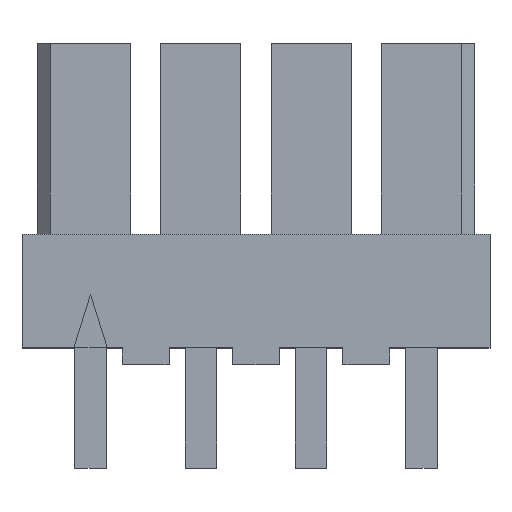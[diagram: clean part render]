
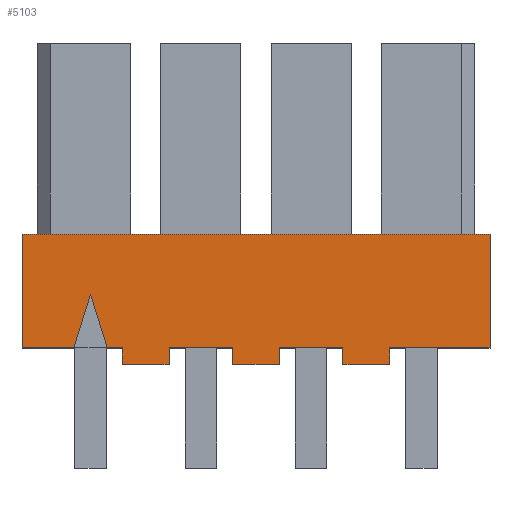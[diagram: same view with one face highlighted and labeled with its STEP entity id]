
A CAD part, top view. The second image highlights one B-rep face of the part: STEP entity #5103.
In plain terms, the highlighted planar face has unit normal (0, 0, 1).
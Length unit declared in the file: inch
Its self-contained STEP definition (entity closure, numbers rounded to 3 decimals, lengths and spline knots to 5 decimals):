
#795=ORIENTED_EDGE('',*,*,#1875,.F.);
#796=ORIENTED_EDGE('',*,*,#1876,.F.);
#797=ORIENTED_EDGE('',*,*,#1877,.F.);
#798=ORIENTED_EDGE('',*,*,#1878,.F.);
#799=ORIENTED_EDGE('',*,*,#1879,.F.);
#800=ORIENTED_EDGE('',*,*,#1791,.T.);
#801=ORIENTED_EDGE('',*,*,#1880,.F.);
#802=ORIENTED_EDGE('',*,*,#1881,.F.);
#803=ORIENTED_EDGE('',*,*,#1882,.F.);
#804=ORIENTED_EDGE('',*,*,#1793,.T.);
#805=ORIENTED_EDGE('',*,*,#1883,.F.);
#806=ORIENTED_EDGE('',*,*,#1884,.F.);
#807=ORIENTED_EDGE('',*,*,#1885,.F.);
#808=ORIENTED_EDGE('',*,*,#1797,.T.);
#809=ORIENTED_EDGE('',*,*,#1886,.F.);
#810=ORIENTED_EDGE('',*,*,#1887,.F.);
#811=ORIENTED_EDGE('',*,*,#1888,.F.);
#812=ORIENTED_EDGE('',*,*,#1889,.F.);
#813=ORIENTED_EDGE('',*,*,#1890,.T.);
#1791=EDGE_CURVE('',#2387,#2386,#2960,.T.);
#1793=EDGE_CURVE('',#2388,#2389,#2962,.T.);
#1797=EDGE_CURVE('',#2392,#2393,#2966,.T.);
#1875=EDGE_CURVE('',#2460,#2461,#3044,.T.);
#1876=EDGE_CURVE('',#2462,#2460,#3045,.T.);
#1877=EDGE_CURVE('',#2463,#2462,#3046,.T.);
#1878=EDGE_CURVE('',#2464,#2463,#3047,.T.);
#1879=EDGE_CURVE('',#2387,#2464,#3048,.T.);
#1880=EDGE_CURVE('',#2465,#2386,#3049,.T.);
#1881=EDGE_CURVE('',#2466,#2465,#3050,.T.);
#1882=EDGE_CURVE('',#2388,#2466,#3051,.T.);
#1883=EDGE_CURVE('',#2467,#2389,#3052,.T.);
#1884=EDGE_CURVE('',#2468,#2467,#3053,.T.);
#1885=EDGE_CURVE('',#2392,#2468,#3054,.T.);
#1886=EDGE_CURVE('',#2469,#2393,#3055,.T.);
#1887=EDGE_CURVE('',#2470,#2469,#3056,.T.);
#1888=EDGE_CURVE('',#2471,#2470,#3057,.T.);
#1889=EDGE_CURVE('',#2472,#2471,#3058,.T.);
#1890=EDGE_CURVE('',#2472,#2461,#3059,.T.);
#2386=VERTEX_POINT('',#7486);
#2387=VERTEX_POINT('',#7488);
#2388=VERTEX_POINT('',#7492);
#2389=VERTEX_POINT('',#7493);
#2392=VERTEX_POINT('',#7501);
#2393=VERTEX_POINT('',#7502);
#2460=VERTEX_POINT('',#7662);
#2461=VERTEX_POINT('',#7663);
#2462=VERTEX_POINT('',#7665);
#2463=VERTEX_POINT('',#7667);
#2464=VERTEX_POINT('',#7669);
#2465=VERTEX_POINT('',#7672);
#2466=VERTEX_POINT('',#7674);
#2467=VERTEX_POINT('',#7677);
#2468=VERTEX_POINT('',#7679);
#2469=VERTEX_POINT('',#7682);
#2470=VERTEX_POINT('',#7684);
#2471=VERTEX_POINT('',#7686);
#2472=VERTEX_POINT('',#7688);
#2960=LINE('',#7487,#3671);
#2962=LINE('',#7491,#3673);
#2966=LINE('',#7500,#3677);
#3044=LINE('',#7661,#3755);
#3045=LINE('',#7664,#3756);
#3046=LINE('',#7666,#3757);
#3047=LINE('',#7668,#3758);
#3048=LINE('',#7670,#3759);
#3049=LINE('',#7671,#3760);
#3050=LINE('',#7673,#3761);
#3051=LINE('',#7675,#3762);
#3052=LINE('',#7676,#3763);
#3053=LINE('',#7678,#3764);
#3054=LINE('',#7680,#3765);
#3055=LINE('',#7681,#3766);
#3056=LINE('',#7683,#3767);
#3057=LINE('',#7685,#3768);
#3058=LINE('',#7687,#3769);
#3059=LINE('',#7689,#3770);
#3671=VECTOR('',#6131,39.37008);
#3673=VECTOR('',#6135,39.37008);
#3677=VECTOR('',#6141,39.37008);
#3755=VECTOR('',#6249,39.37008);
#3756=VECTOR('',#6250,39.37008);
#3757=VECTOR('',#6251,39.37008);
#3758=VECTOR('',#6252,39.37008);
#3759=VECTOR('',#6253,39.37008);
#3760=VECTOR('',#6254,39.37008);
#3761=VECTOR('',#6255,39.37008);
#3762=VECTOR('',#6256,39.37008);
#3763=VECTOR('',#6257,39.37008);
#3764=VECTOR('',#6258,39.37008);
#3765=VECTOR('',#6259,39.37008);
#3766=VECTOR('',#6260,39.37008);
#3767=VECTOR('',#6261,39.37008);
#3768=VECTOR('',#6262,39.37008);
#3769=VECTOR('',#6263,39.37008);
#3770=VECTOR('',#6264,39.37008);
#4216=EDGE_LOOP('',(#795,#796,#797,#798,#799,#800,#801,#802,#803,#804,#805,
#806,#807,#808,#809,#810,#811,#812,#813));
#4537=FACE_BOUND('',#4216,.T.);
#4830=PLANE('',#5403);
#5103=ADVANCED_FACE('',(#4537),#4830,.F.);
#5403=AXIS2_PLACEMENT_3D('',#7660,#6247,#6248);
#6131=DIRECTION('',(1.,0.,0.));
#6135=DIRECTION('',(1.,0.,0.));
#6141=DIRECTION('',(1.,0.,0.));
#6247=DIRECTION('',(0.,0.,-1.));
#6248=DIRECTION('',(-1.,0.,0.));
#6249=DIRECTION('',(-1.,0.,0.));
#6250=DIRECTION('',(-0.298,-0.954,0.));
#6251=DIRECTION('',(-0.298,0.954,0.));
#6252=DIRECTION('',(-1.,0.,0.));
#6253=DIRECTION('',(0.,1.,0.));
#6254=DIRECTION('',(0.,-1.,0.));
#6255=DIRECTION('',(-1.,0.,0.));
#6256=DIRECTION('',(0.,1.,0.));
#6257=DIRECTION('',(0.,-1.,0.));
#6258=DIRECTION('',(-1.,0.,0.));
#6259=DIRECTION('',(0.,1.,0.));
#6260=DIRECTION('',(0.,-1.,0.));
#6261=DIRECTION('',(-1.,0.,0.));
#6262=DIRECTION('',(0.,-1.,0.));
#6263=DIRECTION('',(1.,0.,0.));
#6264=DIRECTION('',(0.,-1.,0.));
#7486=CARTESIAN_POINT('',(-0.13,0.,0.189));
#7487=CARTESIAN_POINT('',(-0.35,0.,0.189));
#7488=CARTESIAN_POINT('',(-0.2,0.,0.189));
#7491=CARTESIAN_POINT('',(-0.35,0.,0.189));
#7492=CARTESIAN_POINT('',(-0.035,0.,0.189));
#7493=CARTESIAN_POINT('',(0.035,0.,0.189));
#7500=CARTESIAN_POINT('',(-0.35,0.,0.189));
#7501=CARTESIAN_POINT('',(0.13,0.,0.189));
#7502=CARTESIAN_POINT('',(0.2,0.,0.189));
#7660=CARTESIAN_POINT('',(-0.35,0.48,0.189));
#7661=CARTESIAN_POINT('',(-0.2,0.025,0.189));
#7662=CARTESIAN_POINT('',(-0.2725,0.025,0.189));
#7663=CARTESIAN_POINT('',(-0.35,0.025,0.189));
#7664=CARTESIAN_POINT('',(-0.2475,0.105,0.189));
#7665=CARTESIAN_POINT('',(-0.2475,0.105,0.189));
#7666=CARTESIAN_POINT('',(-0.2225,0.025,0.189));
#7667=CARTESIAN_POINT('',(-0.2225,0.025,0.189));
#7668=CARTESIAN_POINT('',(-0.2,0.025,0.189));
#7669=CARTESIAN_POINT('',(-0.2,0.025,0.189));
#7670=CARTESIAN_POINT('',(-0.2,0.,0.189));
#7671=CARTESIAN_POINT('',(-0.13,0.025,0.189));
#7672=CARTESIAN_POINT('',(-0.13,0.025,0.189));
#7673=CARTESIAN_POINT('',(-0.035,0.025,0.189));
#7674=CARTESIAN_POINT('',(-0.035,0.025,0.189));
#7675=CARTESIAN_POINT('',(-0.035,0.,0.189));
#7676=CARTESIAN_POINT('',(0.035,0.025,0.189));
#7677=CARTESIAN_POINT('',(0.035,0.025,0.189));
#7678=CARTESIAN_POINT('',(0.13,0.025,0.189));
#7679=CARTESIAN_POINT('',(0.13,0.025,0.189));
#7680=CARTESIAN_POINT('',(0.13,0.,0.189));
#7681=CARTESIAN_POINT('',(0.2,0.025,0.189));
#7682=CARTESIAN_POINT('',(0.2,0.025,0.189));
#7683=CARTESIAN_POINT('',(0.295,0.025,0.189));
#7684=CARTESIAN_POINT('',(0.35,0.025,0.189));
#7685=CARTESIAN_POINT('',(0.35,0.48,0.189));
#7686=CARTESIAN_POINT('',(0.35,0.195,0.189));
#7687=CARTESIAN_POINT('',(-0.35,0.195,0.189));
#7688=CARTESIAN_POINT('',(-0.35,0.195,0.189));
#7689=CARTESIAN_POINT('',(-0.35,0.48,0.189));
